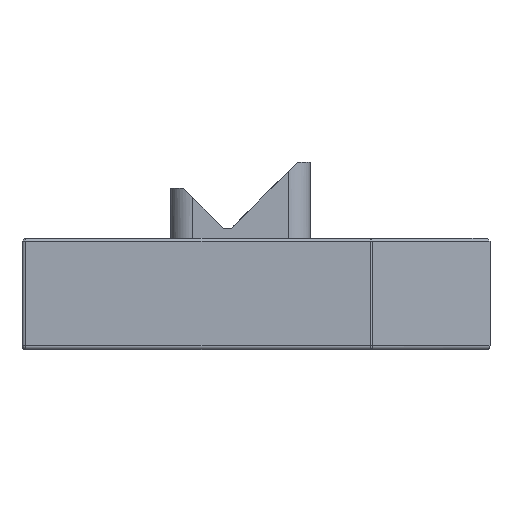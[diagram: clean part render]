
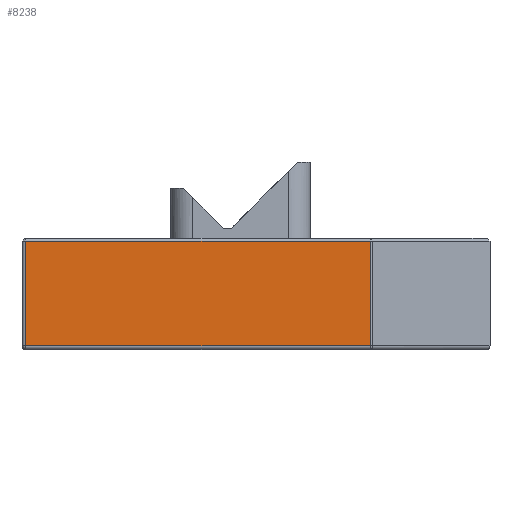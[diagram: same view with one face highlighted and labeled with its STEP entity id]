
A CAD part, left-side view. The second image highlights one B-rep face of the part: STEP entity #8238.
In plain terms, the highlighted planar face has unit normal (-1, 0, 0).
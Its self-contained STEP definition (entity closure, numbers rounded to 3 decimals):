
#1100=FACE_OUTER_BOUND('',#1606,.T.);
#1606=EDGE_LOOP('',(#7020,#7021,#7022,#7023));
#2418=LINE('',#14096,#3183);
#2433=LINE('',#14135,#3198);
#2434=LINE('',#14139,#3199);
#2435=LINE('',#14140,#3200);
#3183=VECTOR('',#11176,10.);
#3198=VECTOR('',#11221,10.);
#3199=VECTOR('',#11226,10.);
#3200=VECTOR('',#11227,10.);
#3979=VERTEX_POINT('',#14090);
#3980=VERTEX_POINT('',#14094);
#3989=VERTEX_POINT('',#14134);
#3990=VERTEX_POINT('',#14138);
#5056=EDGE_CURVE('',#3979,#3980,#2418,.T.);
#5075=EDGE_CURVE('',#3980,#3989,#2433,.T.);
#5077=EDGE_CURVE('',#3990,#3979,#2434,.T.);
#5078=EDGE_CURVE('',#3989,#3990,#2435,.T.);
#7020=ORIENTED_EDGE('',*,*,#5056,.F.);
#7021=ORIENTED_EDGE('',*,*,#5077,.F.);
#7022=ORIENTED_EDGE('',*,*,#5078,.F.);
#7023=ORIENTED_EDGE('',*,*,#5075,.F.);
#7874=PLANE('',#9048);
#8238=ADVANCED_FACE('',(#1100),#7874,.T.);
#9048=AXIS2_PLACEMENT_3D('',#14137,#11224,#11225);
#11176=DIRECTION('',(0.,-1.,0.));
#11221=DIRECTION('',(0.,0.,-1.));
#11224=DIRECTION('center_axis',(-1.,0.,0.));
#11225=DIRECTION('ref_axis',(0.,1.,0.));
#11226=DIRECTION('',(0.,0.,1.));
#11227=DIRECTION('',(0.,1.,0.));
#14090=CARTESIAN_POINT('',(0.,67.5,-0.4));
#14094=CARTESIAN_POINT('',(0.,21.117,-0.4));
#14096=CARTESIAN_POINT('',(0.,28.705,-0.4));
#14134=CARTESIAN_POINT('',(0.,21.117,-14.5));
#14135=CARTESIAN_POINT('',(0.,21.117,0.));
#14137=CARTESIAN_POINT('Origin',(0.,20.91,0.));
#14138=CARTESIAN_POINT('',(0.,67.5,-14.5));
#14139=CARTESIAN_POINT('',(0.,67.5,0.));
#14140=CARTESIAN_POINT('',(0.,28.705,-14.5));
